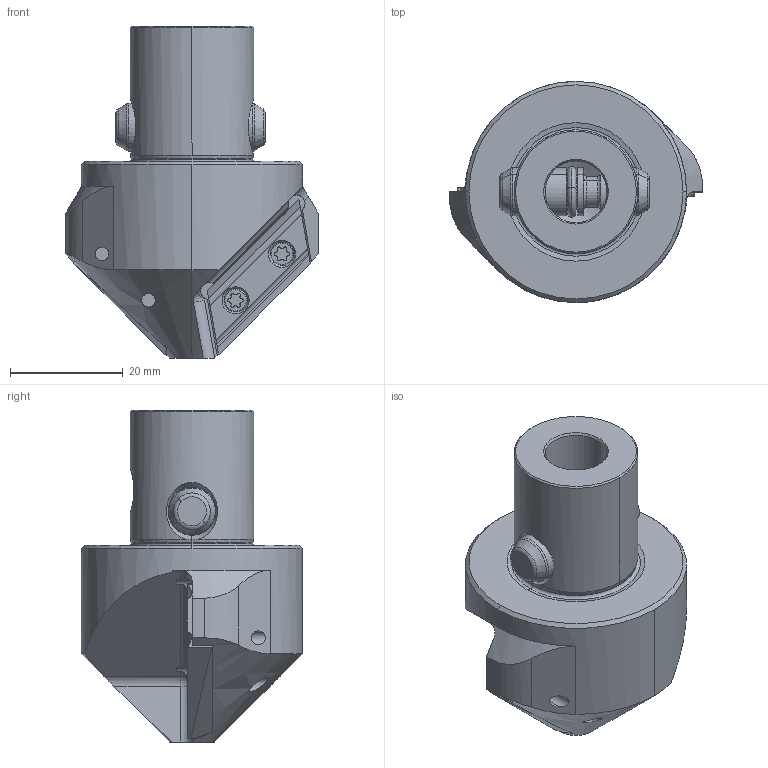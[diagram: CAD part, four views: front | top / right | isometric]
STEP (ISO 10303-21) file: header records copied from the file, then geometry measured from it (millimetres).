
FILE_DESCRIPTION(('no description'),'unknown implementation level');
FILE_NAME('63B3E9D9-1420-44F3-A5BC-B1E70340B8EF_export.stp',' ',('CIMSOURCE GmbH'),('CADClick - KiM GmbH - www.kimweb.de'),'unknown preprocess','ACIS','unknown authorization');
FILE_SCHEMA(('automotive_design'));
Length unit declared in the file: millimetre
Products named in the file (10): 335.022 Kaiser C 1040 X CK4|335.036 Kaiser ETL S3S 10S_Standard;NONE; 335.022 Kaiser C 1040 X CK4|335.032 Kaiser CW 1909A_Standard;NONE; 335.022 Kaiser C 1040 X CK4|335.022 Kaiser C 1040 X CK4_Standard-1;NONE; 335.022 Kaiser C 1040 X CK4|335.022 Kaiser C 1040 X CK4_Standard;NONE; 335.022 Kaiser C 1040 X CK4|691.504 Kaiser ETL D8,5 X 27K_Standard|691.524_Standard;NONE; 335.022 Kaiser C 1040 X CK4|691.504 Kaiser ETL D8,5 X 27K_Standard|692.286 O-Ring 6x1.5_Standard;NONE
Bounding box: 45 x 39.3 x 59 mm (x, y, z)
Volume: 34007.3 mm3; surface area: 12338.1 mm2
Topology: 10 solids, 10 shells, 353 faces, 889 edges, 555 vertices
Faces by surface type: cylinder 178, plane 85, cone 56, torus 32, sphere 2
Entity records: 21631 total; most frequent: CARTESIAN_POINT 2873, DIRECTION 1873, STYLED_ITEM 1803, PRESENTATION_STYLE_ASSIGNMENT 1803, COLOUR_RGB 1803, ORIENTED_EDGE 1770, EDGE_CURVE 885, CURVE_STYLE 885
